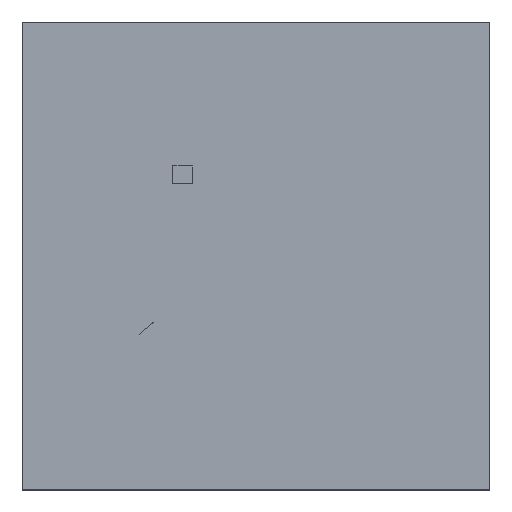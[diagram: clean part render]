
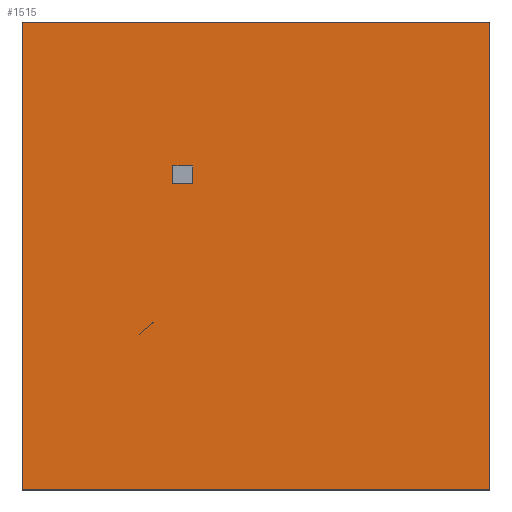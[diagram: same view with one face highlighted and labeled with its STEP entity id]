
A CAD part, top view. The second image highlights one B-rep face of the part: STEP entity #1515.
In plain terms, the highlighted face is planar.
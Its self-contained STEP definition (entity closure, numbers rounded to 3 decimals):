
#1175 = PLANE('',#1176);
#1176 = AXIS2_PLACEMENT_3D('',#1177,#1178,#1179);
#1177 = CARTESIAN_POINT('',(-62.21,54.249,-0.19));
#1178 = DIRECTION('',(1.,0.,0.));
#1179 = DIRECTION('',(0.,0.,1.));
#1200 = VERTEX_POINT('',#1201);
#1201 = CARTESIAN_POINT('',(-62.21,54.249,0.));
#1215 = PLANE('',#1216);
#1216 = AXIS2_PLACEMENT_3D('',#1217,#1218,#1219);
#1217 = CARTESIAN_POINT('',(-62.21,54.249,-0.19));
#1218 = DIRECTION('',(0.,1.,0.));
#1219 = DIRECTION('',(0.,0.,1.));
#1227 = EDGE_CURVE('',#1228,#1200,#1230,.T.);
#1228 = VERTEX_POINT('',#1229);
#1229 = CARTESIAN_POINT('',(-62.21,67.249,0.));
#1230 = SURFACE_CURVE('',#1231,(#1235,#1241),.PCURVE_S1.);
#1231 = LINE('',#1232,#1233);
#1232 = CARTESIAN_POINT('',(-62.21,-60.375,0.));
#1233 = VECTOR('',#1234,1.);
#1234 = DIRECTION('',(0.,-1.,0.));
#1235 = PCURVE('',#1175,#1236);
#1236 = DEFINITIONAL_REPRESENTATION('',(#1237),#1240);
#1237 = B_SPLINE_CURVE_WITH_KNOTS('',1,(#1238,#1239),.UNSPECIFIED.,.F.,
  .F.,(2,2),(-127.625,-114.625),.PIECEWISE_BEZIER_KNOTS.);
#1238 = CARTESIAN_POINT('',(0.19,-13.));
#1239 = CARTESIAN_POINT('',(0.19,0.));
#1240 = ( GEOMETRIC_REPRESENTATION_CONTEXT(2) 
PARAMETRIC_REPRESENTATION_CONTEXT() REPRESENTATION_CONTEXT('2D SPACE',''
  ) );
#1241 = PCURVE('',#1242,#1247);
#1242 = PLANE('',#1243);
#1243 = AXIS2_PLACEMENT_3D('',#1244,#1245,#1246);
#1244 = CARTESIAN_POINT('',(-175.,-175.,0.));
#1245 = DIRECTION('',(0.,0.,1.));
#1246 = DIRECTION('',(1.,0.,0.));
#1247 = DEFINITIONAL_REPRESENTATION('',(#1248),#1251);
#1248 = B_SPLINE_CURVE_WITH_KNOTS('',1,(#1249,#1250),.UNSPECIFIED.,.F.,
  .F.,(2,2),(-127.625,-114.625),.PIECEWISE_BEZIER_KNOTS.);
#1249 = CARTESIAN_POINT('',(112.79,242.249));
#1250 = CARTESIAN_POINT('',(112.79,229.249));
#1251 = ( GEOMETRIC_REPRESENTATION_CONTEXT(2) 
PARAMETRIC_REPRESENTATION_CONTEXT() REPRESENTATION_CONTEXT('2D SPACE',''
  ) );
#1267 = PLANE('',#1268);
#1268 = AXIS2_PLACEMENT_3D('',#1269,#1270,#1271);
#1269 = CARTESIAN_POINT('',(-62.21,67.249,-0.19));
#1270 = DIRECTION('',(0.,1.,0.));
#1271 = DIRECTION('',(0.,0.,1.));
#1322 = PLANE('',#1323);
#1323 = AXIS2_PLACEMENT_3D('',#1324,#1325,#1326);
#1324 = CARTESIAN_POINT('',(-47.43,54.249,-0.19));
#1325 = DIRECTION('',(1.,0.,0.));
#1326 = DIRECTION('',(0.,0.,1.));
#1359 = VERTEX_POINT('',#1360);
#1360 = CARTESIAN_POINT('',(-47.43,67.249,0.));
#1381 = EDGE_CURVE('',#1228,#1359,#1382,.T.);
#1382 = SURFACE_CURVE('',#1383,(#1387,#1393),.PCURVE_S1.);
#1383 = LINE('',#1384,#1385);
#1384 = CARTESIAN_POINT('',(-118.605,67.249,0.));
#1385 = VECTOR('',#1386,1.);
#1386 = DIRECTION('',(1.,0.,0.));
#1387 = PCURVE('',#1267,#1388);
#1388 = DEFINITIONAL_REPRESENTATION('',(#1389),#1392);
#1389 = B_SPLINE_CURVE_WITH_KNOTS('',1,(#1390,#1391),.UNSPECIFIED.,.F.,
  .F.,(2,2),(56.395,71.175),.PIECEWISE_BEZIER_KNOTS.);
#1390 = CARTESIAN_POINT('',(0.19,0.));
#1391 = CARTESIAN_POINT('',(0.19,14.78));
#1392 = ( GEOMETRIC_REPRESENTATION_CONTEXT(2) 
PARAMETRIC_REPRESENTATION_CONTEXT() REPRESENTATION_CONTEXT('2D SPACE',''
  ) );
#1393 = PCURVE('',#1242,#1394);
#1394 = DEFINITIONAL_REPRESENTATION('',(#1395),#1398);
#1395 = B_SPLINE_CURVE_WITH_KNOTS('',1,(#1396,#1397),.UNSPECIFIED.,.F.,
  .F.,(2,2),(56.395,71.175),.PIECEWISE_BEZIER_KNOTS.);
#1396 = CARTESIAN_POINT('',(112.79,242.249));
#1397 = CARTESIAN_POINT('',(127.57,242.249));
#1398 = ( GEOMETRIC_REPRESENTATION_CONTEXT(2) 
PARAMETRIC_REPRESENTATION_CONTEXT() REPRESENTATION_CONTEXT('2D SPACE',''
  ) );
#1515 = ADVANCED_FACE('',(#1516,#1630),#1242,.F.);
#1516 = FACE_BOUND('',#1517,.F.);
#1517 = EDGE_LOOP('',(#1518,#1548,#1576,#1604));
#1518 = ORIENTED_EDGE('',*,*,#1519,.F.);
#1519 = EDGE_CURVE('',#1520,#1522,#1524,.T.);
#1520 = VERTEX_POINT('',#1521);
#1521 = CARTESIAN_POINT('',(-175.,-175.,0.));
#1522 = VERTEX_POINT('',#1523);
#1523 = CARTESIAN_POINT('',(-175.,175.,0.));
#1524 = SURFACE_CURVE('',#1525,(#1529,#1536),.PCURVE_S1.);
#1525 = LINE('',#1526,#1527);
#1526 = CARTESIAN_POINT('',(-175.,-175.,0.));
#1527 = VECTOR('',#1528,1.);
#1528 = DIRECTION('',(0.,1.,0.));
#1529 = PCURVE('',#1242,#1530);
#1530 = DEFINITIONAL_REPRESENTATION('',(#1531),#1535);
#1531 = LINE('',#1532,#1533);
#1532 = CARTESIAN_POINT('',(0.,0.));
#1533 = VECTOR('',#1534,1.);
#1534 = DIRECTION('',(0.,1.));
#1535 = ( GEOMETRIC_REPRESENTATION_CONTEXT(2) 
PARAMETRIC_REPRESENTATION_CONTEXT() REPRESENTATION_CONTEXT('2D SPACE',''
  ) );
#1536 = PCURVE('',#1537,#1542);
#1537 = PLANE('',#1538);
#1538 = AXIS2_PLACEMENT_3D('',#1539,#1540,#1541);
#1539 = CARTESIAN_POINT('',(-175.,-175.,-40.));
#1540 = DIRECTION('',(1.,0.,0.));
#1541 = DIRECTION('',(0.,0.,1.));
#1542 = DEFINITIONAL_REPRESENTATION('',(#1543),#1547);
#1543 = LINE('',#1544,#1545);
#1544 = CARTESIAN_POINT('',(40.,0.));
#1545 = VECTOR('',#1546,1.);
#1546 = DIRECTION('',(0.,-1.));
#1547 = ( GEOMETRIC_REPRESENTATION_CONTEXT(2) 
PARAMETRIC_REPRESENTATION_CONTEXT() REPRESENTATION_CONTEXT('2D SPACE',''
  ) );
#1548 = ORIENTED_EDGE('',*,*,#1549,.T.);
#1549 = EDGE_CURVE('',#1520,#1550,#1552,.T.);
#1550 = VERTEX_POINT('',#1551);
#1551 = CARTESIAN_POINT('',(175.,-175.,0.));
#1552 = SURFACE_CURVE('',#1553,(#1557,#1564),.PCURVE_S1.);
#1553 = LINE('',#1554,#1555);
#1554 = CARTESIAN_POINT('',(-175.,-175.,0.));
#1555 = VECTOR('',#1556,1.);
#1556 = DIRECTION('',(1.,0.,0.));
#1557 = PCURVE('',#1242,#1558);
#1558 = DEFINITIONAL_REPRESENTATION('',(#1559),#1563);
#1559 = LINE('',#1560,#1561);
#1560 = CARTESIAN_POINT('',(0.,0.));
#1561 = VECTOR('',#1562,1.);
#1562 = DIRECTION('',(1.,0.));
#1563 = ( GEOMETRIC_REPRESENTATION_CONTEXT(2) 
PARAMETRIC_REPRESENTATION_CONTEXT() REPRESENTATION_CONTEXT('2D SPACE',''
  ) );
#1564 = PCURVE('',#1565,#1570);
#1565 = PLANE('',#1566);
#1566 = AXIS2_PLACEMENT_3D('',#1567,#1568,#1569);
#1567 = CARTESIAN_POINT('',(-175.,-175.,-40.));
#1568 = DIRECTION('',(0.,1.,0.));
#1569 = DIRECTION('',(0.,0.,1.));
#1570 = DEFINITIONAL_REPRESENTATION('',(#1571),#1575);
#1571 = LINE('',#1572,#1573);
#1572 = CARTESIAN_POINT('',(40.,0.));
#1573 = VECTOR('',#1574,1.);
#1574 = DIRECTION('',(0.,1.));
#1575 = ( GEOMETRIC_REPRESENTATION_CONTEXT(2) 
PARAMETRIC_REPRESENTATION_CONTEXT() REPRESENTATION_CONTEXT('2D SPACE',''
  ) );
#1576 = ORIENTED_EDGE('',*,*,#1577,.T.);
#1577 = EDGE_CURVE('',#1550,#1578,#1580,.T.);
#1578 = VERTEX_POINT('',#1579);
#1579 = CARTESIAN_POINT('',(175.,175.,0.));
#1580 = SURFACE_CURVE('',#1581,(#1585,#1592),.PCURVE_S1.);
#1581 = LINE('',#1582,#1583);
#1582 = CARTESIAN_POINT('',(175.,-175.,0.));
#1583 = VECTOR('',#1584,1.);
#1584 = DIRECTION('',(0.,1.,0.));
#1585 = PCURVE('',#1242,#1586);
#1586 = DEFINITIONAL_REPRESENTATION('',(#1587),#1591);
#1587 = LINE('',#1588,#1589);
#1588 = CARTESIAN_POINT('',(350.,0.));
#1589 = VECTOR('',#1590,1.);
#1590 = DIRECTION('',(0.,1.));
#1591 = ( GEOMETRIC_REPRESENTATION_CONTEXT(2) 
PARAMETRIC_REPRESENTATION_CONTEXT() REPRESENTATION_CONTEXT('2D SPACE',''
  ) );
#1592 = PCURVE('',#1593,#1598);
#1593 = PLANE('',#1594);
#1594 = AXIS2_PLACEMENT_3D('',#1595,#1596,#1597);
#1595 = CARTESIAN_POINT('',(175.,-175.,-40.));
#1596 = DIRECTION('',(1.,0.,0.));
#1597 = DIRECTION('',(0.,0.,1.));
#1598 = DEFINITIONAL_REPRESENTATION('',(#1599),#1603);
#1599 = LINE('',#1600,#1601);
#1600 = CARTESIAN_POINT('',(40.,0.));
#1601 = VECTOR('',#1602,1.);
#1602 = DIRECTION('',(0.,-1.));
#1603 = ( GEOMETRIC_REPRESENTATION_CONTEXT(2) 
PARAMETRIC_REPRESENTATION_CONTEXT() REPRESENTATION_CONTEXT('2D SPACE',''
  ) );
#1604 = ORIENTED_EDGE('',*,*,#1605,.F.);
#1605 = EDGE_CURVE('',#1522,#1578,#1606,.T.);
#1606 = SURFACE_CURVE('',#1607,(#1611,#1618),.PCURVE_S1.);
#1607 = LINE('',#1608,#1609);
#1608 = CARTESIAN_POINT('',(-175.,175.,0.));
#1609 = VECTOR('',#1610,1.);
#1610 = DIRECTION('',(1.,0.,0.));
#1611 = PCURVE('',#1242,#1612);
#1612 = DEFINITIONAL_REPRESENTATION('',(#1613),#1617);
#1613 = LINE('',#1614,#1615);
#1614 = CARTESIAN_POINT('',(0.,350.));
#1615 = VECTOR('',#1616,1.);
#1616 = DIRECTION('',(1.,0.));
#1617 = ( GEOMETRIC_REPRESENTATION_CONTEXT(2) 
PARAMETRIC_REPRESENTATION_CONTEXT() REPRESENTATION_CONTEXT('2D SPACE',''
  ) );
#1618 = PCURVE('',#1619,#1624);
#1619 = PLANE('',#1620);
#1620 = AXIS2_PLACEMENT_3D('',#1621,#1622,#1623);
#1621 = CARTESIAN_POINT('',(-175.,175.,-40.));
#1622 = DIRECTION('',(0.,1.,0.));
#1623 = DIRECTION('',(0.,0.,1.));
#1624 = DEFINITIONAL_REPRESENTATION('',(#1625),#1629);
#1625 = LINE('',#1626,#1627);
#1626 = CARTESIAN_POINT('',(40.,0.));
#1627 = VECTOR('',#1628,1.);
#1628 = DIRECTION('',(0.,1.));
#1629 = ( GEOMETRIC_REPRESENTATION_CONTEXT(2) 
PARAMETRIC_REPRESENTATION_CONTEXT() REPRESENTATION_CONTEXT('2D SPACE',''
  ) );
#1630 = FACE_BOUND('',#1631,.F.);
#1631 = EDGE_LOOP('',(#1632,#1633,#1634,#1655));
#1632 = ORIENTED_EDGE('',*,*,#1227,.F.);
#1633 = ORIENTED_EDGE('',*,*,#1381,.T.);
#1634 = ORIENTED_EDGE('',*,*,#1635,.T.);
#1635 = EDGE_CURVE('',#1359,#1636,#1638,.T.);
#1636 = VERTEX_POINT('',#1637);
#1637 = CARTESIAN_POINT('',(-47.43,54.249,0.));
#1638 = SURFACE_CURVE('',#1639,(#1643,#1649),.PCURVE_S1.);
#1639 = LINE('',#1640,#1641);
#1640 = CARTESIAN_POINT('',(-47.43,-60.375,0.));
#1641 = VECTOR('',#1642,1.);
#1642 = DIRECTION('',(0.,-1.,0.));
#1643 = PCURVE('',#1242,#1644);
#1644 = DEFINITIONAL_REPRESENTATION('',(#1645),#1648);
#1645 = B_SPLINE_CURVE_WITH_KNOTS('',1,(#1646,#1647),.UNSPECIFIED.,.F.,
  .F.,(2,2),(-127.625,-114.625),.PIECEWISE_BEZIER_KNOTS.);
#1646 = CARTESIAN_POINT('',(127.57,242.249));
#1647 = CARTESIAN_POINT('',(127.57,229.249));
#1648 = ( GEOMETRIC_REPRESENTATION_CONTEXT(2) 
PARAMETRIC_REPRESENTATION_CONTEXT() REPRESENTATION_CONTEXT('2D SPACE',''
  ) );
#1649 = PCURVE('',#1322,#1650);
#1650 = DEFINITIONAL_REPRESENTATION('',(#1651),#1654);
#1651 = B_SPLINE_CURVE_WITH_KNOTS('',1,(#1652,#1653),.UNSPECIFIED.,.F.,
  .F.,(2,2),(-127.625,-114.625),.PIECEWISE_BEZIER_KNOTS.);
#1652 = CARTESIAN_POINT('',(0.19,-13.));
#1653 = CARTESIAN_POINT('',(0.19,0.));
#1654 = ( GEOMETRIC_REPRESENTATION_CONTEXT(2) 
PARAMETRIC_REPRESENTATION_CONTEXT() REPRESENTATION_CONTEXT('2D SPACE',''
  ) );
#1655 = ORIENTED_EDGE('',*,*,#1656,.F.);
#1656 = EDGE_CURVE('',#1200,#1636,#1657,.T.);
#1657 = SURFACE_CURVE('',#1658,(#1662,#1668),.PCURVE_S1.);
#1658 = LINE('',#1659,#1660);
#1659 = CARTESIAN_POINT('',(-118.605,54.249,0.));
#1660 = VECTOR('',#1661,1.);
#1661 = DIRECTION('',(1.,0.,0.));
#1662 = PCURVE('',#1242,#1663);
#1663 = DEFINITIONAL_REPRESENTATION('',(#1664),#1667);
#1664 = B_SPLINE_CURVE_WITH_KNOTS('',1,(#1665,#1666),.UNSPECIFIED.,.F.,
  .F.,(2,2),(56.395,71.175),.PIECEWISE_BEZIER_KNOTS.);
#1665 = CARTESIAN_POINT('',(112.79,229.249));
#1666 = CARTESIAN_POINT('',(127.57,229.249));
#1667 = ( GEOMETRIC_REPRESENTATION_CONTEXT(2) 
PARAMETRIC_REPRESENTATION_CONTEXT() REPRESENTATION_CONTEXT('2D SPACE',''
  ) );
#1668 = PCURVE('',#1215,#1669);
#1669 = DEFINITIONAL_REPRESENTATION('',(#1670),#1673);
#1670 = B_SPLINE_CURVE_WITH_KNOTS('',1,(#1671,#1672),.UNSPECIFIED.,.F.,
  .F.,(2,2),(56.395,71.175),.PIECEWISE_BEZIER_KNOTS.);
#1671 = CARTESIAN_POINT('',(0.19,0.));
#1672 = CARTESIAN_POINT('',(0.19,14.78));
#1673 = ( GEOMETRIC_REPRESENTATION_CONTEXT(2) 
PARAMETRIC_REPRESENTATION_CONTEXT() REPRESENTATION_CONTEXT('2D SPACE',''
  ) );
